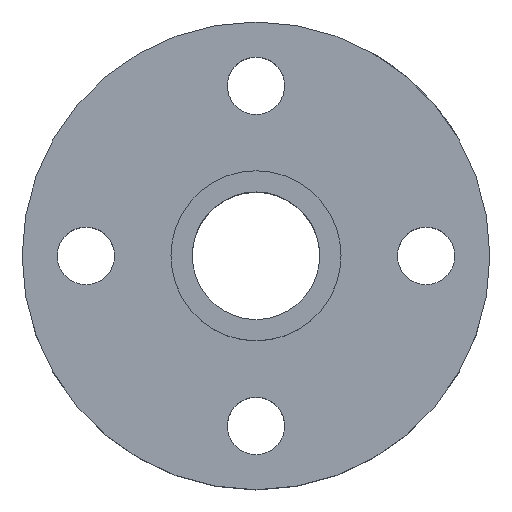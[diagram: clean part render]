
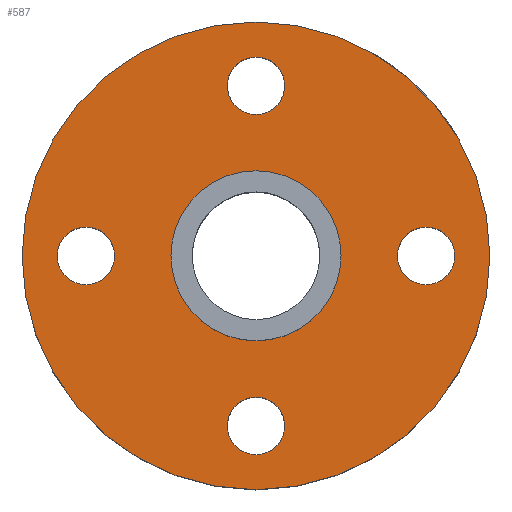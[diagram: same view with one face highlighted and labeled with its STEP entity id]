
A CAD part, top view. The second image highlights one B-rep face of the part: STEP entity #587.
In plain terms, the highlighted planar face has unit normal (0, 0, 1).
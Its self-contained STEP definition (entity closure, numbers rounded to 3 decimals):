
#17 = DIRECTION ( 'NONE',  ( 0., 0., 1. ) ) ;
#54 = EDGE_CURVE ( 'NONE', #545, #985, #748, .T. ) ;
#60 = CIRCLE ( 'NONE', #783, 1.353 ) ;
#74 = DIRECTION ( 'NONE',  ( 1., 0., 0. ) ) ;
#77 = CARTESIAN_POINT ( 'NONE',  ( 0., -8., 3.4 ) ) ;
#79 = FACE_BOUND ( 'NONE', #414, .T. ) ;
#82 = DIRECTION ( 'NONE',  ( 0., 0., 1. ) ) ;
#83 = ORIENTED_EDGE ( 'NONE', *, *, #811, .F. ) ;
#91 = EDGE_CURVE ( 'NONE', #443, #576, #241, .T. ) ;
#94 = FACE_OUTER_BOUND ( 'NONE', #883, .T. ) ;
#102 = CARTESIAN_POINT ( 'NONE',  ( 0., -8., 3.4 ) ) ;
#114 = VERTEX_POINT ( 'NONE', #289 ) ;
#115 = EDGE_LOOP ( 'NONE', ( #1016, #234 ) ) ;
#119 = AXIS2_PLACEMENT_3D ( 'NONE', #250, #825, #749 ) ;
#125 = CARTESIAN_POINT ( 'NONE',  ( -8., 0., 3.4 ) ) ;
#151 = ORIENTED_EDGE ( 'NONE', *, *, #615, .F. ) ;
#157 = DIRECTION ( 'NONE',  ( 0., 0., 1. ) ) ;
#197 = CIRCLE ( 'NONE', #246, 1.353 ) ;
#212 = DIRECTION ( 'NONE',  ( 0., 0., 1. ) ) ;
#224 = FACE_BOUND ( 'NONE', #859, .T. ) ;
#227 = VERTEX_POINT ( 'NONE', #760 ) ;
#232 = CIRCLE ( 'NONE', #119, 11. ) ;
#234 = ORIENTED_EDGE ( 'NONE', *, *, #875, .F. ) ;
#236 = CARTESIAN_POINT ( 'NONE',  ( 0., 0., 3.4 ) ) ;
#241 = CIRCLE ( 'NONE', #538, 1.353 ) ;
#243 = DIRECTION ( 'NONE',  ( 1., 0., 0. ) ) ;
#244 = DIRECTION ( 'NONE',  ( 0., 0., 1. ) ) ;
#246 = AXIS2_PLACEMENT_3D ( 'NONE', #799, #973, #74 ) ;
#250 = CARTESIAN_POINT ( 'NONE',  ( 0., 0., 3.4 ) ) ;
#259 = VERTEX_POINT ( 'NONE', #947 ) ;
#265 = CARTESIAN_POINT ( 'NONE',  ( 0., 0., 3.4 ) ) ;
#283 = DIRECTION ( 'NONE',  ( 0., 0., 1. ) ) ;
#284 = AXIS2_PLACEMENT_3D ( 'NONE', #265, #995, #906 ) ;
#289 = CARTESIAN_POINT ( 'NONE',  ( 1.353, -8., 3.4 ) ) ;
#290 = ORIENTED_EDGE ( 'NONE', *, *, #709, .F. ) ;
#297 = AXIS2_PLACEMENT_3D ( 'NONE', #236, #461, #974 ) ;
#304 = ORIENTED_EDGE ( 'NONE', *, *, #455, .F. ) ;
#305 = FACE_BOUND ( 'NONE', #115, .T. ) ;
#323 = DIRECTION ( 'NONE',  ( 1., 0., 0. ) ) ;
#339 = EDGE_LOOP ( 'NONE', ( #290, #453 ) ) ;
#393 = CARTESIAN_POINT ( 'NONE',  ( -8., 0., 3.4 ) ) ;
#399 = CARTESIAN_POINT ( 'NONE',  ( 0., 8., 3.4 ) ) ;
#402 = DIRECTION ( 'NONE',  ( 1., 0., 0. ) ) ;
#414 = EDGE_LOOP ( 'NONE', ( #304, #151 ) ) ;
#443 = VERTEX_POINT ( 'NONE', #551 ) ;
#453 = ORIENTED_EDGE ( 'NONE', *, *, #91, .F. ) ;
#455 = EDGE_CURVE ( 'NONE', #499, #822, #1037, .T. ) ;
#461 = DIRECTION ( 'NONE',  ( 0., 0., 1. ) ) ;
#474 = CARTESIAN_POINT ( 'NONE',  ( -11., 0., 3.4 ) ) ;
#480 = DIRECTION ( 'NONE',  ( 1., 0., 0. ) ) ;
#484 = CARTESIAN_POINT ( 'NONE',  ( -6.647, 0., 3.4 ) ) ;
#498 = DIRECTION ( 'NONE',  ( 1., 0., 0. ) ) ;
#499 = VERTEX_POINT ( 'NONE', #784 ) ;
#513 = EDGE_CURVE ( 'NONE', #756, #259, #197, .T. ) ;
#518 = FACE_BOUND ( 'NONE', #924, .T. ) ;
#524 = AXIS2_PLACEMENT_3D ( 'NONE', #393, #968, #402 ) ;
#527 = FACE_BOUND ( 'NONE', #339, .T. ) ;
#531 = VERTEX_POINT ( 'NONE', #795 ) ;
#538 = AXIS2_PLACEMENT_3D ( 'NONE', #125, #283, #845 ) ;
#545 = VERTEX_POINT ( 'NONE', #725 ) ;
#551 = CARTESIAN_POINT ( 'NONE',  ( -9.353, 0., 3.4 ) ) ;
#552 = CIRCLE ( 'NONE', #578, 1.353 ) ;
#564 = EDGE_CURVE ( 'NONE', #985, #545, #552, .T. ) ;
#576 = VERTEX_POINT ( 'NONE', #484 ) ;
#577 = CIRCLE ( 'NONE', #524, 1.353 ) ;
#578 = AXIS2_PLACEMENT_3D ( 'NONE', #399, #244, #323 ) ;
#587 = ADVANCED_FACE ( 'NONE', ( #518, #527, #305, #224, #94, #79 ), #652, .T. ) ;
#603 = ORIENTED_EDGE ( 'NONE', *, *, #54, .F. ) ;
#605 = CARTESIAN_POINT ( 'NONE',  ( 8., 0., 3.4 ) ) ;
#609 = AXIS2_PLACEMENT_3D ( 'NONE', #723, #866, #480 ) ;
#612 = CIRCLE ( 'NONE', #933, 1.353 ) ;
#615 = EDGE_CURVE ( 'NONE', #822, #499, #920, .T. ) ;
#640 = CIRCLE ( 'NONE', #284, 11. ) ;
#650 = CARTESIAN_POINT ( 'NONE',  ( 0., 0., 3.4 ) ) ;
#652 = PLANE ( 'NONE',  #826 ) ;
#702 = ORIENTED_EDGE ( 'NONE', *, *, #778, .T. ) ;
#709 = EDGE_CURVE ( 'NONE', #576, #443, #577, .T. ) ;
#723 = CARTESIAN_POINT ( 'NONE',  ( 0., 0., 3.4 ) ) ;
#724 = CARTESIAN_POINT ( 'NONE',  ( 4., 0., 3.4 ) ) ;
#725 = CARTESIAN_POINT ( 'NONE',  ( -1.353, 8., 3.4 ) ) ;
#748 = CIRCLE ( 'NONE', #751, 1.353 ) ;
#749 = DIRECTION ( 'NONE',  ( 1., 0., 0. ) ) ;
#751 = AXIS2_PLACEMENT_3D ( 'NONE', #758, #922, #1004 ) ;
#756 = VERTEX_POINT ( 'NONE', #901 ) ;
#758 = CARTESIAN_POINT ( 'NONE',  ( 0., 8., 3.4 ) ) ;
#759 = EDGE_CURVE ( 'NONE', #959, #227, #232, .T. ) ;
#760 = CARTESIAN_POINT ( 'NONE',  ( 11., 0., 3.4 ) ) ;
#778 = EDGE_CURVE ( 'NONE', #227, #959, #640, .T. ) ;
#783 = AXIS2_PLACEMENT_3D ( 'NONE', #77, #82, #243 ) ;
#784 = CARTESIAN_POINT ( 'NONE',  ( -4., 0., 3.4 ) ) ;
#794 = CARTESIAN_POINT ( 'NONE',  ( 1.353, 8., 3.4 ) ) ;
#795 = CARTESIAN_POINT ( 'NONE',  ( -1.353, -8., 3.4 ) ) ;
#799 = CARTESIAN_POINT ( 'NONE',  ( 8., 0., 3.4 ) ) ;
#811 = EDGE_CURVE ( 'NONE', #531, #114, #612, .T. ) ;
#822 = VERTEX_POINT ( 'NONE', #724 ) ;
#825 = DIRECTION ( 'NONE',  ( 0., 0., 1. ) ) ;
#826 = AXIS2_PLACEMENT_3D ( 'NONE', #650, #157, #884 ) ;
#829 = ORIENTED_EDGE ( 'NONE', *, *, #759, .T. ) ;
#843 = ORIENTED_EDGE ( 'NONE', *, *, #564, .F. ) ;
#845 = DIRECTION ( 'NONE',  ( 1., 0., 0. ) ) ;
#853 = CIRCLE ( 'NONE', #956, 1.353 ) ;
#859 = EDGE_LOOP ( 'NONE', ( #1000, #83 ) ) ;
#866 = DIRECTION ( 'NONE',  ( 0., 0., 1. ) ) ;
#875 = EDGE_CURVE ( 'NONE', #259, #756, #853, .T. ) ;
#883 = EDGE_LOOP ( 'NONE', ( #702, #829 ) ) ;
#884 = DIRECTION ( 'NONE',  ( 1., 0., 0. ) ) ;
#901 = CARTESIAN_POINT ( 'NONE',  ( 9.353, 0., 3.4 ) ) ;
#906 = DIRECTION ( 'NONE',  ( 1., 0., 0. ) ) ;
#920 = CIRCLE ( 'NONE', #297, 4. ) ;
#922 = DIRECTION ( 'NONE',  ( 0., 0., 1. ) ) ;
#924 = EDGE_LOOP ( 'NONE', ( #843, #603 ) ) ;
#933 = AXIS2_PLACEMENT_3D ( 'NONE', #102, #17, #498 ) ;
#947 = CARTESIAN_POINT ( 'NONE',  ( 6.647, 0., 3.4 ) ) ;
#956 = AXIS2_PLACEMENT_3D ( 'NONE', #605, #212, #1029 ) ;
#959 = VERTEX_POINT ( 'NONE', #474 ) ;
#968 = DIRECTION ( 'NONE',  ( 0., 0., 1. ) ) ;
#973 = DIRECTION ( 'NONE',  ( 0., 0., 1. ) ) ;
#974 = DIRECTION ( 'NONE',  ( 1., 0., 0. ) ) ;
#985 = VERTEX_POINT ( 'NONE', #794 ) ;
#995 = DIRECTION ( 'NONE',  ( 0., 0., 1. ) ) ;
#1000 = ORIENTED_EDGE ( 'NONE', *, *, #1033, .F. ) ;
#1004 = DIRECTION ( 'NONE',  ( 1., 0., 0. ) ) ;
#1016 = ORIENTED_EDGE ( 'NONE', *, *, #513, .F. ) ;
#1029 = DIRECTION ( 'NONE',  ( 1., 0., 0. ) ) ;
#1033 = EDGE_CURVE ( 'NONE', #114, #531, #60, .T. ) ;
#1037 = CIRCLE ( 'NONE', #609, 4. ) ;
